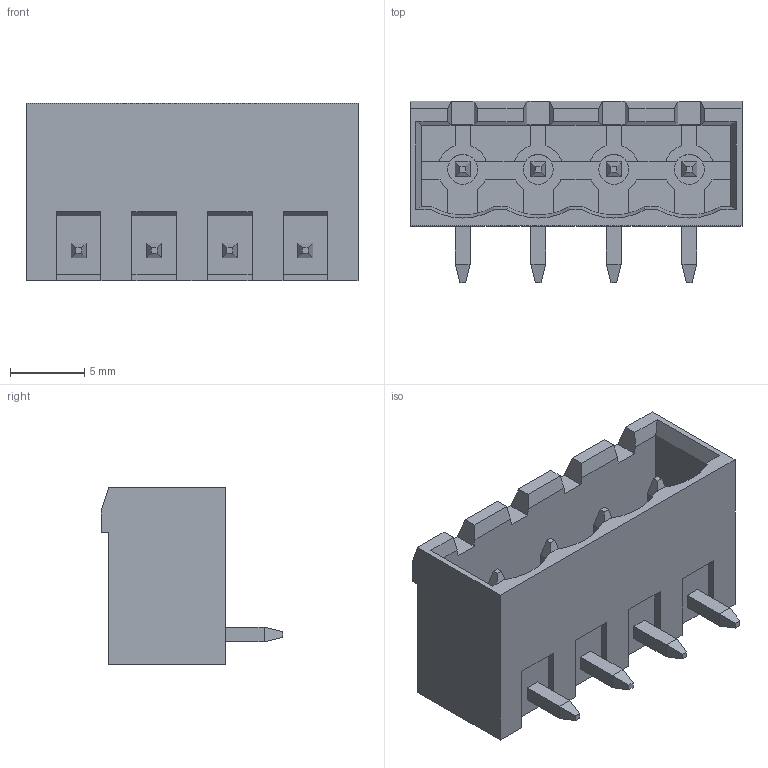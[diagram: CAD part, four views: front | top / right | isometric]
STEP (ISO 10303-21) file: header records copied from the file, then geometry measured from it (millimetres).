
FILE_DESCRIPTION((''),'2;1');
FILE_NAME('395321004','2015-02-23T',('me'),(''),'PRO/ENGINEER BY PARAMETRIC TECHNOLOGY CORPORATION, 2011490','PRO/ENGINEER BY PARAMETRIC TECHNOLOGY CORPORATION, 2011490','');
FILE_SCHEMA(('CONFIG_CONTROL_DESIGN'));
Length unit declared in the file: inch
Products named in the file (1): 395321004
Bounding box: 22.33 x 12.19 x 11.94 mm (x, y, z)
Volume: 959.6 mm3; surface area: 1917 mm2
Topology: 1 solids, 1 shells, 221 faces, 601 edges, 394 vertices
Faces by surface type: plane 189, cylinder 28, cone 4
Entity records: 6896 total; most frequent: CARTESIAN_POINT 1253, ORIENTED_EDGE 1178, DIRECTION 1113, EDGE_CURVE 589, VECTOR 501, LINE 501, VERTEX_POINT 378, AXIS2_PLACEMENT_3D 306
